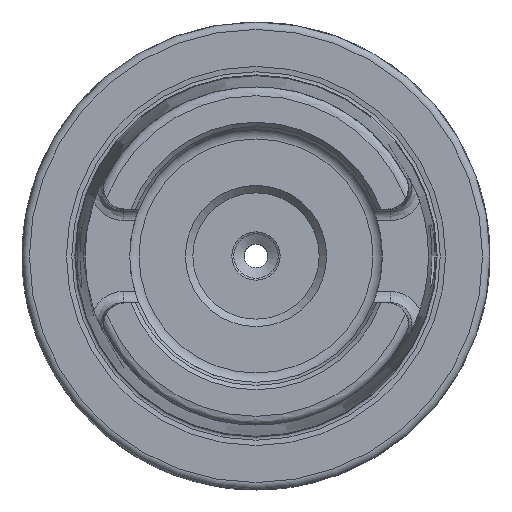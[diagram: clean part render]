
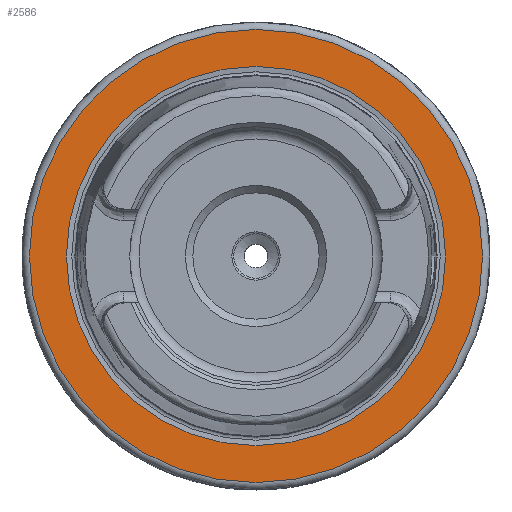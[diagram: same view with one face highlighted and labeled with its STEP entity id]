
A CAD part, left-side view. The second image highlights one B-rep face of the part: STEP entity #2586.
In plain terms, the highlighted planar face has unit normal (-1, 0, 0).
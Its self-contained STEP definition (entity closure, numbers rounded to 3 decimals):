
#97=PLANE('',#2886);
#282=FACE_OUTER_BOUND('',#602,.T.);
#440=CIRCLE('',#2884,25.521);
#441=CIRCLE('',#2885,25.521);
#442=CIRCLE('',#2887,30.5);
#443=CIRCLE('',#2888,30.5);
#457=FACE_BOUND('',#603,.T.);
#602=EDGE_LOOP('',(#2417,#2418));
#603=EDGE_LOOP('',(#2419,#2420));
#1206=VERTEX_POINT('',#6196);
#1207=VERTEX_POINT('',#6198);
#1208=VERTEX_POINT('',#6202);
#1209=VERTEX_POINT('',#6203);
#1611=EDGE_CURVE('',#1207,#1206,#440,.T.);
#1612=EDGE_CURVE('',#1206,#1207,#441,.T.);
#1613=EDGE_CURVE('',#1208,#1209,#442,.T.);
#1614=EDGE_CURVE('',#1209,#1208,#443,.T.);
#2417=ORIENTED_EDGE('',*,*,#1613,.F.);
#2418=ORIENTED_EDGE('',*,*,#1614,.F.);
#2419=ORIENTED_EDGE('',*,*,#1611,.T.);
#2420=ORIENTED_EDGE('',*,*,#1612,.T.);
#2586=ADVANCED_FACE('',(#282,#457),#97,.T.);
#2884=AXIS2_PLACEMENT_3D('',#6199,#3553,#3554);
#2885=AXIS2_PLACEMENT_3D('',#6200,#3555,#3556);
#2886=AXIS2_PLACEMENT_3D('',#6201,#3557,#3558);
#2887=AXIS2_PLACEMENT_3D('',#6204,#3559,#3560);
#2888=AXIS2_PLACEMENT_3D('',#6205,#3561,#3562);
#3553=DIRECTION('center_axis',(1.,0.,0.));
#3554=DIRECTION('ref_axis',(0.,0.,-1.));
#3555=DIRECTION('center_axis',(1.,0.,0.));
#3556=DIRECTION('ref_axis',(0.,0.,-1.));
#3557=DIRECTION('center_axis',(-1.,0.,0.));
#3558=DIRECTION('ref_axis',(0.,0.,1.));
#3559=DIRECTION('center_axis',(1.,0.,0.));
#3560=DIRECTION('ref_axis',(0.,0.,-1.));
#3561=DIRECTION('center_axis',(1.,0.,0.));
#3562=DIRECTION('ref_axis',(0.,0.,-1.));
#6196=CARTESIAN_POINT('',(0.,-25.521,0.));
#6198=CARTESIAN_POINT('',(0.,25.521,0.));
#6199=CARTESIAN_POINT('Origin',(0.,0.,
0.));
#6200=CARTESIAN_POINT('Origin',(0.,0.,
0.));
#6201=CARTESIAN_POINT('Origin',(0.,30.5,0.));
#6202=CARTESIAN_POINT('',(0.,30.5,0.));
#6203=CARTESIAN_POINT('',(0.,0.,30.5));
#6204=CARTESIAN_POINT('Origin',(0.,0.,
0.));
#6205=CARTESIAN_POINT('Origin',(0.,0.,
0.));
